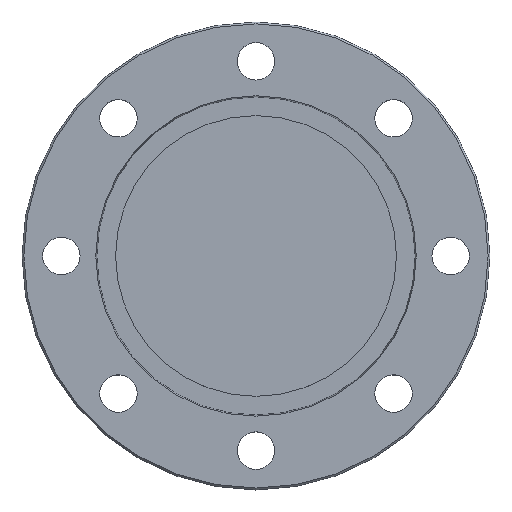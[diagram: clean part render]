
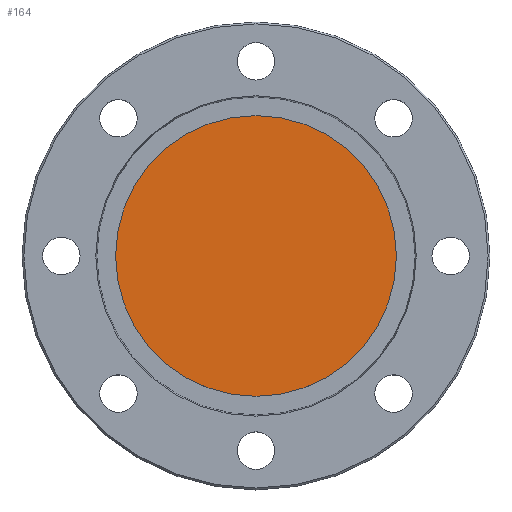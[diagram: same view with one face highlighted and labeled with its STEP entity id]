
A CAD part, top view. The second image highlights one B-rep face of the part: STEP entity #164.
In plain terms, the highlighted planar face has unit normal (0, 0, 1).
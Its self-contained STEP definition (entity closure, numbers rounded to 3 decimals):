
#42 = CIRCLE ( 'NONE', #665, 37.5 ) ;
#81 = EDGE_LOOP ( 'NONE', ( #277, #201 ) ) ;
#151 = EDGE_CURVE ( 'NONE', #854, #524, #42, .T. ) ;
#164 = ADVANCED_FACE ( 'NONE', ( #257 ), #704, .F. ) ;
#201 = ORIENTED_EDGE ( 'NONE', *, *, #151, .T. ) ;
#235 = CARTESIAN_POINT ( 'NONE',  ( 37.5, 0., 11.53 ) ) ;
#240 = CARTESIAN_POINT ( 'NONE',  ( 0., 37.5, 11.53 ) ) ;
#247 = DIRECTION ( 'NONE',  ( -1., 0., 0. ) ) ;
#257 = FACE_OUTER_BOUND ( 'NONE', #81, .T. ) ;
#277 = ORIENTED_EDGE ( 'NONE', *, *, #516, .T. ) ;
#280 = CARTESIAN_POINT ( 'NONE',  ( -37.5, 0., 11.53 ) ) ;
#291 = CIRCLE ( 'NONE', #733, 37.5 ) ;
#313 = DIRECTION ( 'NONE',  ( 0., 0., 1. ) ) ;
#400 = AXIS2_PLACEMENT_3D ( 'NONE', #240, #552, #247 ) ;
#494 = CARTESIAN_POINT ( 'NONE',  ( 0., 0., 11.53 ) ) ;
#516 = EDGE_CURVE ( 'NONE', #524, #854, #291, .T. ) ;
#524 = VERTEX_POINT ( 'NONE', #235 ) ;
#552 = DIRECTION ( 'NONE',  ( 0., 0., -1. ) ) ;
#571 = DIRECTION ( 'NONE',  ( 0., 0., 1. ) ) ;
#630 = CARTESIAN_POINT ( 'NONE',  ( 0., 0., 11.53 ) ) ;
#665 = AXIS2_PLACEMENT_3D ( 'NONE', #494, #571, #814 ) ;
#695 = DIRECTION ( 'NONE',  ( 1., 0., 0. ) ) ;
#704 = PLANE ( 'NONE',  #400 ) ;
#733 = AXIS2_PLACEMENT_3D ( 'NONE', #630, #313, #695 ) ;
#814 = DIRECTION ( 'NONE',  ( 1., 0., 0. ) ) ;
#854 = VERTEX_POINT ( 'NONE', #280 ) ;
